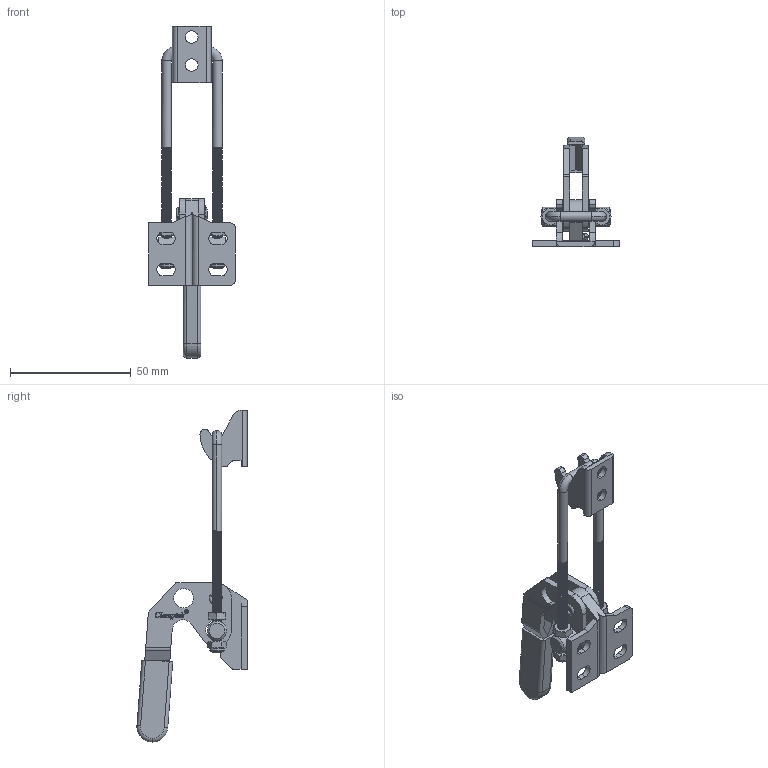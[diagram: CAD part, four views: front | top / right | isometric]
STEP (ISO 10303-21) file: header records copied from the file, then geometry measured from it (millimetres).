
FILE_DESCRIPTION (( 'STEP AP203' ), '1' );
FILE_NAME ('CH-40820.STEP', '2010-06-07T11:58:40', ( '微软用户' ), ( '微软中国' ), 'SwSTEP 2.0', 'SolidWorks 2008', '' );
FILE_SCHEMA (( 'CONFIG_CONTROL_DESIGN' ));
Length unit declared in the file: millimetre
Products named in the file (9): M4_默认; CH-40820-02_默认; CH-40820; CH-40820-01_默认; CH-40820-03_默认; CH-40820-05_默认; M4-1_默认; CH-40820-06_默认; CH-40820-04_默认
Assembly tree (10 placements, depth 2):
  CH-40820
    CH-40820-02_默认
    M4-1_默认  x2
    M4_默认  x2
    CH-40820-01_默认
    CH-40820-06_默认
    CH-40820-05_默认
    CH-40820-04_默认
    CH-40820-03_默认
Bounding box: 36 x 45.62 x 137.6 mm (x, y, z)
Volume: 16123.7 mm3; surface area: 15502.2 mm2
Topology: 10 solids, 11 shells, 959 faces, 2662 edges, 1752 vertices
Faces by surface type: cylinder 430, plane 261, bspline 202, cone 40, torus 26
Entity records: 50502 total; most frequent: CARTESIAN_POINT 29552, ORIENTED_EDGE 4998, DIRECTION 3091, EDGE_CURVE 2499, VERTEX_POINT 1651, VECTOR 1169, LINE 1169, EDGE_LOOP 962
